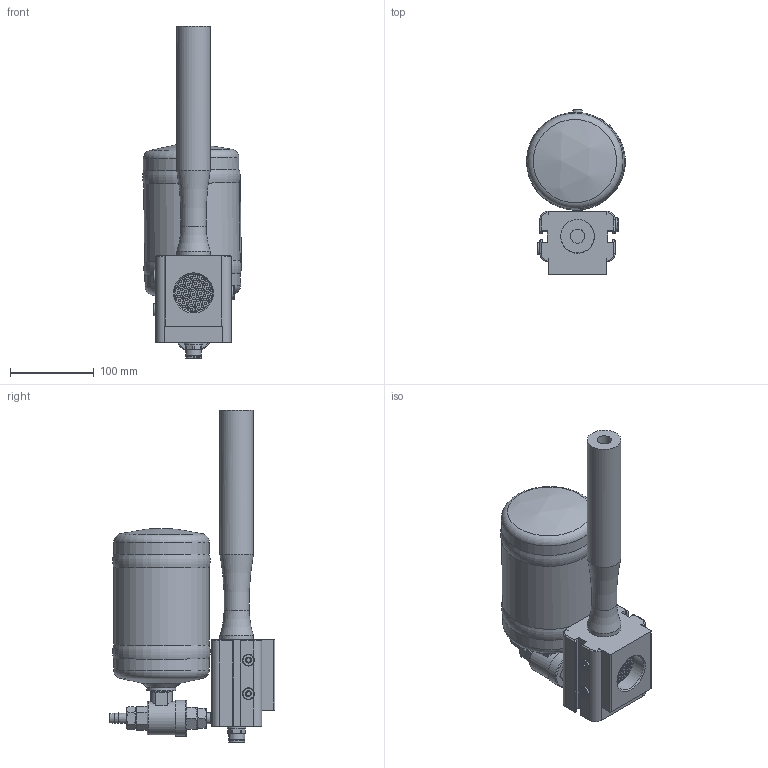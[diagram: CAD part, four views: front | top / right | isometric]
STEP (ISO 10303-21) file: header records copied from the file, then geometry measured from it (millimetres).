
FILE_DESCRIPTION(/* description */ (''),/* implementation_level */ '2;1');
FILE_NAME(/* name */ 'evkz60av15.stp',/* time_stamp */ '2022-05-30T15:46:24+02:00',/* author */ ('enginyeria'),/* organization */ (''),/* preprocessor_version */ 'ST-DEVELOPER v17.2',/* originating_system */ 'Autodesk Inventor 2019',/* authorisation */ '');
FILE_SCHEMA (('AUTOMOTIVE_DESIGN { 1 0 10303 214 3 1 1 }'));
Length unit declared in the file: metre
Products named in the file (1): Pieza123
Bounding box: 117.86 x 197.59 x 395.9 mm (x, y, z)
Volume: 2772824 mm3; surface area: 207928.1 mm2
Topology: 1 solids, 1 shells, 526 faces, 1427 edges, 959 vertices
Faces by surface type: plane 234, cylinder 213, cone 63, torus 14, sphere 2
Full cylindrical faces by diameter (mm): 3 x117, 4.134 x4, 5.5 x4, 6 x4, 6.3 x4, 8.5 x1, 9 x4, 10.2 x1, 12 x2, 12.114 x1, 13 x1, 13.6 x1, 14 x2, 16.9 x1, 17 x1, 18.7 x1, 18.8 x1, 19 x1, 20.955 x1, 22 x1, 40 x3, 43 x1, 44.845 x1, 60 x1, 114 x3
Entity records: 17456 total; most frequent: CARTESIAN_POINT 3326, DIRECTION 3116, ORIENTED_EDGE 2838, EDGE_CURVE 1419, AXIS2_PLACEMENT_3D 1278, VERTEX_POINT 959, EDGE_LOOP 754, CIRCLE 743
